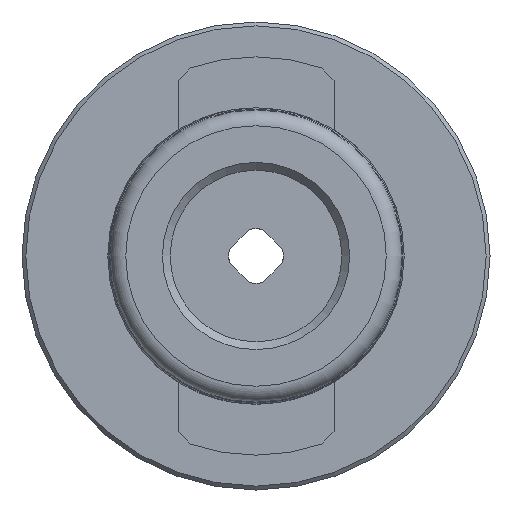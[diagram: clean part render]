
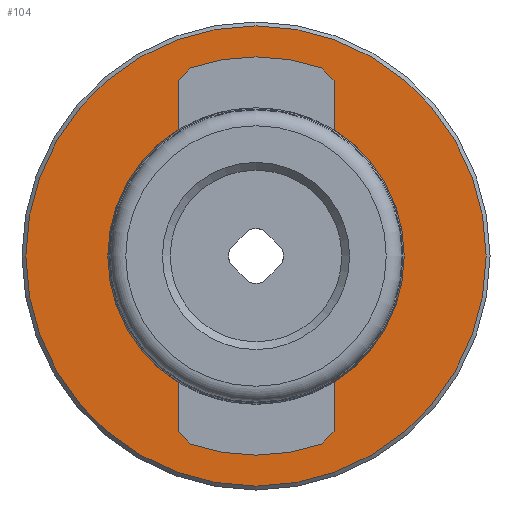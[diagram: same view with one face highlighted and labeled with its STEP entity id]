
A CAD part, left-side view. The second image highlights one B-rep face of the part: STEP entity #104.
In plain terms, the highlighted planar face has unit normal (-1, 0, 0).
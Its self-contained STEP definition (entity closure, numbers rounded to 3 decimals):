
#104 = ADVANCED_FACE( '', ( #235, #236 ), #237, .T. );
#235 = FACE_OUTER_BOUND( '', #394, .T. );
#236 = FACE_BOUND( '', #395, .T. );
#237 = PLANE( '', #396 );
#394 = EDGE_LOOP( '', ( #637 ) );
#395 = EDGE_LOOP( '', ( #638, #639, #640, #641, #642, #643, #644, #645, #646, #647, #648, #649 ) );
#396 = AXIS2_PLACEMENT_3D( '', #650, #651, #652 );
#637 = ORIENTED_EDGE( '', *, *, #915, .T. );
#638 = ORIENTED_EDGE( '', *, *, #910, .F. );
#639 = ORIENTED_EDGE( '', *, *, #916, .T. );
#640 = ORIENTED_EDGE( '', *, *, #884, .F. );
#641 = ORIENTED_EDGE( '', *, *, #862, .F. );
#642 = ORIENTED_EDGE( '', *, *, #917, .F. );
#643 = ORIENTED_EDGE( '', *, *, #918, .T. );
#644 = ORIENTED_EDGE( '', *, *, #919, .F. );
#645 = ORIENTED_EDGE( '', *, *, #890, .T. );
#646 = ORIENTED_EDGE( '', *, *, #920, .F. );
#647 = ORIENTED_EDGE( '', *, *, #921, .F. );
#648 = ORIENTED_EDGE( '', *, *, #851, .F. );
#649 = ORIENTED_EDGE( '', *, *, #922, .T. );
#650 = CARTESIAN_POINT( '', ( 4., 12.767, 0. ) );
#651 = DIRECTION( '', ( -1., 0., 0. ) );
#652 = DIRECTION( '', ( 0., 0., 1. ) );
#851 = EDGE_CURVE( '', #995, #997, #998, .T. );
#862 = EDGE_CURVE( '', #1014, #1016, #1017, .T. );
#884 = EDGE_CURVE( '', #1016, #1051, #1052, .T. );
#890 = EDGE_CURVE( '', #1061, #1059, #1062, .T. );
#910 = EDGE_CURVE( '', #1089, #1090, #1091, .T. );
#915 = EDGE_CURVE( '', #1098, #1098, #1099, .T. );
#916 = EDGE_CURVE( '', #1089, #1051, #1100, .T. );
#917 = EDGE_CURVE( '', #1101, #1014, #1102, .T. );
#918 = EDGE_CURVE( '', #1101, #1103, #1104, .F. );
#919 = EDGE_CURVE( '', #1061, #1103, #1105, .T. );
#920 = EDGE_CURVE( '', #1106, #1059, #1107, .T. );
#921 = EDGE_CURVE( '', #997, #1106, #1108, .T. );
#922 = EDGE_CURVE( '', #995, #1090, #1109, .F. );
#995 = VERTEX_POINT( '', #1193 );
#997 = VERTEX_POINT( '', #1196 );
#998 = LINE( '', #1197, #1198 );
#1014 = VERTEX_POINT( '', #1216 );
#1016 = VERTEX_POINT( '', #1219 );
#1017 = CIRCLE( '', #1220, 9.25 );
#1051 = VERTEX_POINT( '', #1267 );
#1052 = LINE( '', #1268, #1269 );
#1059 = VERTEX_POINT( '', #1279 );
#1061 = VERTEX_POINT( '', #1282 );
#1062 = LINE( '', #1283, #1284 );
#1089 = VERTEX_POINT( '', #1315 );
#1090 = VERTEX_POINT( '', #1316 );
#1091 = CIRCLE( '', #1317, 12.767 );
#1098 = VERTEX_POINT( '', #1326 );
#1099 = CIRCLE( '', #1327, 14.75 );
#1100 = LINE( '', #1328, #1329 );
#1101 = VERTEX_POINT( '', #1330 );
#1102 = LINE( '', #1331, #1332 );
#1103 = VERTEX_POINT( '', #1333 );
#1104 = LINE( '', #1334, #1335 );
#1105 = CIRCLE( '', #1336, 12.767 );
#1106 = VERTEX_POINT( '', #1337 );
#1107 = LINE( '', #1338, #1339 );
#1108 = CIRCLE( '', #1340, 9.25 );
#1109 = LINE( '', #1341, #1342 );
#1193 = CARTESIAN_POINT( '', ( 4., -5., -11.247 ) );
#1196 = CARTESIAN_POINT( '', ( 4., -5., -7.782 ) );
#1197 = CARTESIAN_POINT( '', ( 4., -5., -7.782 ) );
#1198 = VECTOR( '', #1425, 1000. );
#1216 = CARTESIAN_POINT( '', ( 4., 5., 7.782 ) );
#1219 = CARTESIAN_POINT( '', ( 4., 5., -7.782 ) );
#1220 = AXIS2_PLACEMENT_3D( '', #1441, #1442, #1443 );
#1267 = CARTESIAN_POINT( '', ( 4., 5., -11.247 ) );
#1268 = CARTESIAN_POINT( '', ( 4., 5., -15.407 ) );
#1269 = VECTOR( '', #1472, 1000. );
#1279 = CARTESIAN_POINT( '', ( 4., -5., 11.247 ) );
#1282 = CARTESIAN_POINT( '', ( 4., -4.186, 12.061 ) );
#1283 = CARTESIAN_POINT( '', ( 4., -4.186, 12.061 ) );
#1284 = VECTOR( '', #1477, 1000. );
#1315 = CARTESIAN_POINT( '', ( 4., 4.186, -12.061 ) );
#1316 = CARTESIAN_POINT( '', ( 4., -4.186, -12.061 ) );
#1317 = AXIS2_PLACEMENT_3D( '', #1506, #1507, #1508 );
#1326 = CARTESIAN_POINT( '', ( 4., 0., 14.75 ) );
#1327 = AXIS2_PLACEMENT_3D( '', #1514, #1515, #1516 );
#1328 = CARTESIAN_POINT( '', ( 4., 4.186, -12.061 ) );
#1329 = VECTOR( '', #1517, 1000. );
#1330 = CARTESIAN_POINT( '', ( 4., 5., 11.247 ) );
#1331 = CARTESIAN_POINT( '', ( 4., 5., 15.407 ) );
#1332 = VECTOR( '', #1518, 1000. );
#1333 = CARTESIAN_POINT( '', ( 4., 4.186, 12.061 ) );
#1334 = CARTESIAN_POINT( '', ( 4., 4.186, 12.061 ) );
#1335 = VECTOR( '', #1519, 1000. );
#1336 = AXIS2_PLACEMENT_3D( '', #1520, #1521, #1522 );
#1337 = CARTESIAN_POINT( '', ( 4., -5., 7.782 ) );
#1338 = CARTESIAN_POINT( '', ( 4., -5., 7.782 ) );
#1339 = VECTOR( '', #1523, 1000. );
#1340 = AXIS2_PLACEMENT_3D( '', #1524, #1525, #1526 );
#1341 = CARTESIAN_POINT( '', ( 4., -4.186, -12.061 ) );
#1342 = VECTOR( '', #1527, 1000. );
#1425 = DIRECTION( '', ( 0., 0., 1. ) );
#1441 = CARTESIAN_POINT( '', ( 4., 0., 0. ) );
#1442 = DIRECTION( '', ( -1., 0., 0. ) );
#1443 = DIRECTION( '', ( 0., -1., 0. ) );
#1472 = DIRECTION( '', ( 0., 0., -1. ) );
#1477 = DIRECTION( '', ( 0., -0.707, -0.707 ) );
#1506 = CARTESIAN_POINT( '', ( 4., 0., 0. ) );
#1507 = DIRECTION( '', ( -1., 0., 0. ) );
#1508 = DIRECTION( '', ( 0., 0., 1. ) );
#1514 = CARTESIAN_POINT( '', ( 4., 0., 0. ) );
#1515 = DIRECTION( '', ( -1., 0., 0. ) );
#1516 = DIRECTION( '', ( 0., 0., 1. ) );
#1517 = DIRECTION( '', ( 0., 0.707, 0.707 ) );
#1518 = DIRECTION( '', ( 0., 0., -1. ) );
#1519 = DIRECTION( '', ( 0., 0.707, -0.707 ) );
#1520 = CARTESIAN_POINT( '', ( 4., 0., 0. ) );
#1521 = DIRECTION( '', ( -1., 0., 0. ) );
#1522 = DIRECTION( '', ( 0., 0., 1. ) );
#1523 = DIRECTION( '', ( 0., 0., 1. ) );
#1524 = CARTESIAN_POINT( '', ( 4., 0., 0. ) );
#1525 = DIRECTION( '', ( -1., 0., 0. ) );
#1526 = DIRECTION( '', ( 0., 1., 0. ) );
#1527 = DIRECTION( '', ( 0., -0.707, 0.707 ) );
